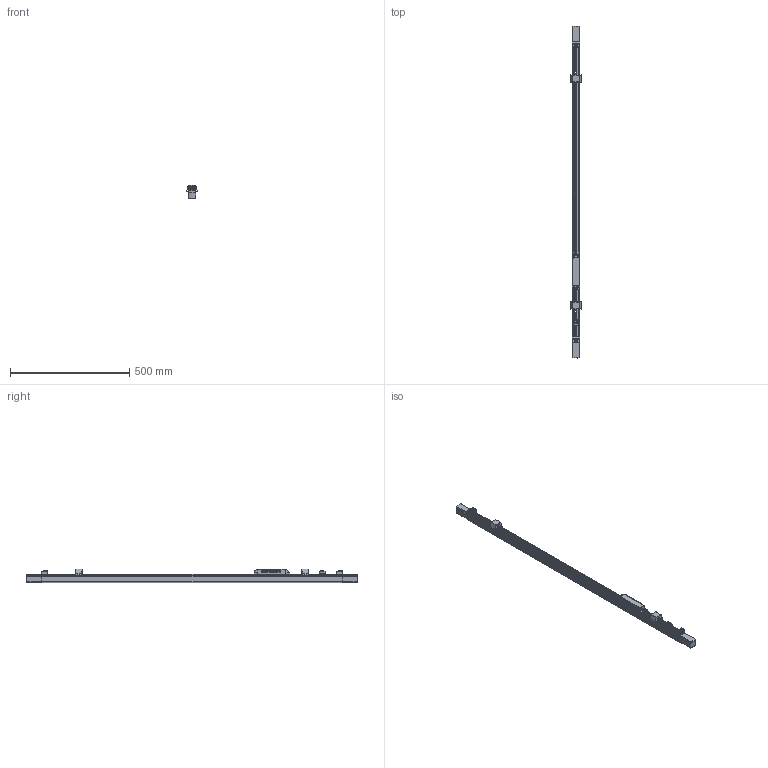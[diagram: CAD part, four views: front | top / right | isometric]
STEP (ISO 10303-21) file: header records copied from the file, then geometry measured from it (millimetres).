
FILE_DESCRIPTION(/* description */ ('This is a sample STEP configuration'),/* implementation_level */ '2;1');
FILE_NAME(/* name */ '715-0708230xxxxxx SIMPLE.ipt_Rev_00.2.stp',/* time_stamp */ '2023-04-04T09:50:26+02:00',/* author */ ('powerJobs'),/* organization */ ('coolOrange'),/* preprocessor_version */ 'ST-DEVELOPER v19.2',/* originating_system */ 'Autodesk Inventor 2023',/* authorisation */ '');
FILE_SCHEMA (('AUTOMOTIVE_DESIGN { 1 0 10303 214 3 1 1 }'));
Length unit declared in the file: millimetre
Products named in the file (1): ENG000025152
Bounding box: 45.15 x 1391.16 x 57.9 mm (x, y, z)
Volume: 573172.9 mm3; surface area: 581447.6 mm2
Topology: 6 solids, 6 shells, 6711 faces, 19397 edges, 12622 vertices
Faces by surface type: plane 3929, cylinder 1975, bspline 473, sphere 238, torus 50, cone 46
Full cylindrical faces by diameter (mm): 1.19 x6, 1.2 x2, 2.29 x6, 2.3 x2, 4.05 x2, 4.2 x1, 4.5 x2, 5.59 x4, 5.6 x1
Entity records: 271105 total; most frequent: CARTESIAN_POINT 94748, ORIENTED_EDGE 38714, DIRECTION 35230, EDGE_CURVE 19357, LINE 12994, VECTOR 12994, VERTEX_POINT 12620, AXIS2_PLACEMENT_3D 11118
